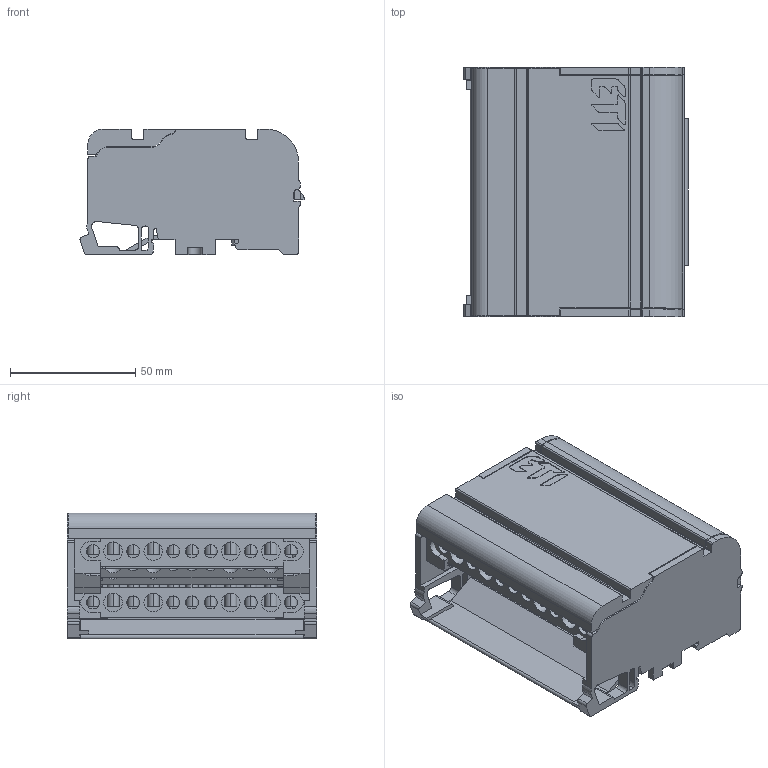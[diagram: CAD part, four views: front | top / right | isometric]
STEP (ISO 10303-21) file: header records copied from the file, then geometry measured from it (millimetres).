
FILE_DESCRIPTION((''),'2;1');
FILE_NAME('ASM0036_ASM','2021-03-12T',('marketing.praksa'),('Audax d.o.o.'),'CREO PARAMETRIC BY PTC INC, 2017480','CREO PARAMETRIC BY PTC INC, 2017480','');
FILE_SCHEMA(('AUTOMOTIVE_DESIGN { 1 0 10303 214 1 1 1 1 }'));
Length unit declared in the file: millimetre
Products named in the file (28): 411_PLASTIC_AROUND_SCREWS; PRT0123; PRT0124; PRT0125; 411_PLASTIC_BOTTOM; ETI_LOGO_1_1_1_1_1_1_1_2_3_4_11; ETI_LOGO_2_1_1_1_1_1_1_2_3_4_11; ETI_LOGO_3_1_1_1_1_1_1_2_3_4_11; 411_POKROV; PRT0107_1_1_1_1_2_3_1_1_1_1; EDB_407_CERAMIC_MIRRORED_1_1__6; PRT0119_1_1_2_3; PRT0120_1_1_2_3; PRT0121_1_1_2_3; PRT0122_1_1_2_3; PRT0119_1_1_1_1; PRT0119_1_1_2_1; PRT0120_1_1_2_1; PRT0121_1_1_2_1; PRT0122_1_1_2_1; PRT0120_1_1_1_1; PRT0121_1_1_1_1; PRT0122_1_1_1_1; PRT0119_1_1_1; PRT0120_1_1_1; PRT0121_1_1_1; PRT0122_1_1_1; ASM0036_ASM
Assembly tree (59 placements, depth 2):
  ASM0036_ASM
    411_PLASTIC_AROUND_SCREWS
    PRT0123
    PRT0124
    PRT0125
    411_PLASTIC_BOTTOM
    ETI_LOGO_1_1_1_1_1_1_1_2_3_4_11
    ETI_LOGO_2_1_1_1_1_1_1_2_3_4_11
    ETI_LOGO_3_1_1_1_1_1_1_2_3_4_11
    411_POKROV
    PRT0107_1_1_1_1_2_3_1_1_1_1
    EDB_407_CERAMIC_MIRRORED_1_1__6
    PRT0119_1_1_2_3
    PRT0120_1_1_2_3
    PRT0121_1_1_2_3  x2
    PRT0122_1_1_2_3  x8
    PRT0119_1_1_1_1
    PRT0119_1_1_2_1
    PRT0120_1_1_2_1
    PRT0121_1_1_2_1  x2
    PRT0122_1_1_2_1  x8
    PRT0120_1_1_1_1
    PRT0121_1_1_1_1  x2
    PRT0122_1_1_1_1  x8
    PRT0119_1_1_1
    PRT0120_1_1_1
    PRT0121_1_1_1  x2
    PRT0122_1_1_1  x8
Bounding box: 89.43 x 99.5 x 50.3 mm (x, y, z)
Volume: 112481.1 mm3; surface area: 114264.6 mm2
Topology: 59 solids, 59 shells, 1614 faces, 4391 edges, 2940 vertices
Faces by surface type: plane 1104, cylinder 508, extrusion 2
Entity records: 53710 total; most frequent: CARTESIAN_POINT 8315, DIRECTION 5721, ORIENTED_EDGE 5710, PRESENTATION_STYLE_ASSIGNMENT 3890, STYLED_ITEM 3890, CURVE_STYLE 2857, EDGE_CURVE 2855, VECTOR 1989
